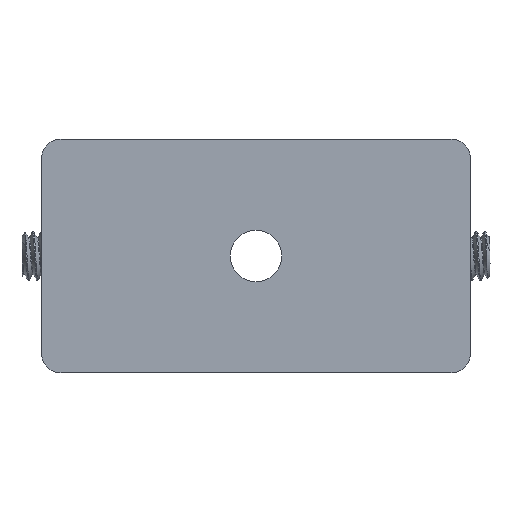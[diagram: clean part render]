
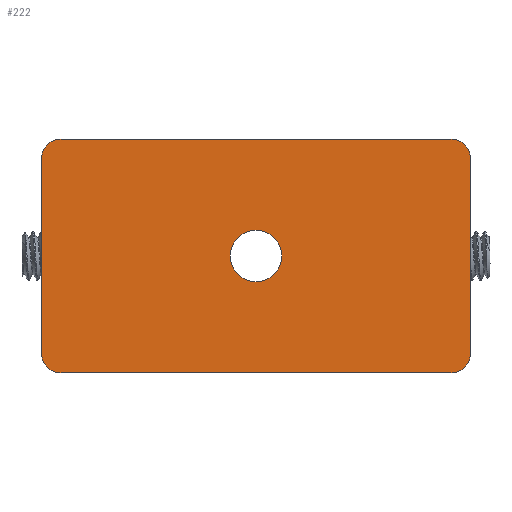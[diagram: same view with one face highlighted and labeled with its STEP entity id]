
A CAD part, front view. The second image highlights one B-rep face of the part: STEP entity #222.
In plain terms, the highlighted planar face has unit normal (0, -1, 0).
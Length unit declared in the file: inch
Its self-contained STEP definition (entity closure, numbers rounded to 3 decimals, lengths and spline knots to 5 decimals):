
#6 = LINE ( 'NONE', #3785, #433 ) ;
#19 = PLANE ( 'NONE',  #111 ) ;
#48 = CARTESIAN_POINT ( 'NONE',  ( -1.375, -0.375, 0.625 ) ) ;
#80 = DIRECTION ( 'NONE',  ( 0., -1., 0. ) ) ;
#111 = AXIS2_PLACEMENT_3D ( 'NONE', #284, #3395, #3989 ) ;
#154 = AXIS2_PLACEMENT_3D ( 'NONE', #3342, #3922, #3942 ) ;
#187 = DIRECTION ( 'NONE',  ( 0., 0., 1. ) ) ;
#204 = CARTESIAN_POINT ( 'NONE',  ( -1.25, -0.375, 0.625 ) ) ;
#222 = ADVANCED_FACE ( 'NONE', ( #2139, #3715 ), #19, .F. ) ;
#284 = CARTESIAN_POINT ( 'NONE',  ( 0., -0.375, 0. ) ) ;
#311 = ORIENTED_EDGE ( 'NONE', *, *, #2282, .T. ) ;
#312 = ORIENTED_EDGE ( 'NONE', *, *, #3447, .F. ) ;
#361 = CARTESIAN_POINT ( 'NONE',  ( 1.25, -0.375, -0.625 ) ) ;
#372 = VERTEX_POINT ( 'NONE', #2159 ) ;
#433 = VECTOR ( 'NONE', #1246, 39.37008 ) ;
#490 = DIRECTION ( 'NONE',  ( 1., 0., 0. ) ) ;
#664 = ORIENTED_EDGE ( 'NONE', *, *, #3875, .T. ) ;
#706 = VECTOR ( 'NONE', #490, 39.37008 ) ;
#814 = AXIS2_PLACEMENT_3D ( 'NONE', #1730, #1165, #2413 ) ;
#817 = VERTEX_POINT ( 'NONE', #3787 ) ;
#855 = EDGE_CURVE ( 'NONE', #1327, #3505, #1873, .T. ) ;
#881 = DIRECTION ( 'NONE',  ( 0., 0., 1. ) ) ;
#891 = DIRECTION ( 'NONE',  ( 0., 0., 1. ) ) ;
#923 = DIRECTION ( 'NONE',  ( 0., 1., 0. ) ) ;
#998 = CARTESIAN_POINT ( 'NONE',  ( 1.375, -0.375, 0.625 ) ) ;
#1006 = CARTESIAN_POINT ( 'NONE',  ( 1.25, -0.375, 0.625 ) ) ;
#1033 = CARTESIAN_POINT ( 'NONE',  ( 0., -0.375, 0.166 ) ) ;
#1136 = AXIS2_PLACEMENT_3D ( 'NONE', #361, #3522, #1691 ) ;
#1165 = DIRECTION ( 'NONE',  ( 0., -1., 0. ) ) ;
#1174 = VERTEX_POINT ( 'NONE', #2010 ) ;
#1204 = CIRCLE ( 'NONE', #1665, 0.166 ) ;
#1236 = VERTEX_POINT ( 'NONE', #48 ) ;
#1246 = DIRECTION ( 'NONE',  ( -1., 0., 0. ) ) ;
#1252 = CIRCLE ( 'NONE', #1136, 0.125 ) ;
#1256 = CARTESIAN_POINT ( 'NONE',  ( 0., -0.375, 0. ) ) ;
#1327 = VERTEX_POINT ( 'NONE', #998 ) ;
#1331 = DIRECTION ( 'NONE',  ( 0., 0., 1. ) ) ;
#1506 = CARTESIAN_POINT ( 'NONE',  ( -1.25, -0.375, 0.75 ) ) ;
#1518 = EDGE_CURVE ( 'NONE', #2594, #1236, #2697, .T. ) ;
#1557 = CARTESIAN_POINT ( 'NONE',  ( 1.375, -0.375, 0.75 ) ) ;
#1577 = VERTEX_POINT ( 'NONE', #1033 ) ;
#1610 = CIRCLE ( 'NONE', #3896, 0.125 ) ;
#1665 = AXIS2_PLACEMENT_3D ( 'NONE', #1256, #923, #881 ) ;
#1691 = DIRECTION ( 'NONE',  ( 0., 0., 1. ) ) ;
#1730 = CARTESIAN_POINT ( 'NONE',  ( -1.25, -0.375, -0.625 ) ) ;
#1785 = ORIENTED_EDGE ( 'NONE', *, *, #2550, .T. ) ;
#1838 = CARTESIAN_POINT ( 'NONE',  ( 1.25, -0.375, 0.75 ) ) ;
#1850 = EDGE_LOOP ( 'NONE', ( #312, #311, #2700, #3990, #3059, #664, #3668, #3763 ) ) ;
#1873 = LINE ( 'NONE', #1557, #3306 ) ;
#2010 = CARTESIAN_POINT ( 'NONE',  ( -1.25, -0.375, -0.75 ) ) ;
#2034 = VERTEX_POINT ( 'NONE', #1506 ) ;
#2099 = ORIENTED_EDGE ( 'NONE', *, *, #3012, .T. ) ;
#2139 = FACE_BOUND ( 'NONE', #3086, .T. ) ;
#2159 = CARTESIAN_POINT ( 'NONE',  ( 1.25, -0.375, -0.75 ) ) ;
#2199 = VECTOR ( 'NONE', #891, 39.37008 ) ;
#2282 = EDGE_CURVE ( 'NONE', #372, #3505, #1252, .T. ) ;
#2382 = EDGE_CURVE ( 'NONE', #1327, #3001, #2890, .T. ) ;
#2413 = DIRECTION ( 'NONE',  ( 0., 0., 1. ) ) ;
#2550 = EDGE_CURVE ( 'NONE', #817, #1577, #3412, .T. ) ;
#2565 = CIRCLE ( 'NONE', #814, 0.125 ) ;
#2594 = VERTEX_POINT ( 'NONE', #3301 ) ;
#2697 = LINE ( 'NONE', #3061, #2199 ) ;
#2700 = ORIENTED_EDGE ( 'NONE', *, *, #855, .F. ) ;
#2890 = CIRCLE ( 'NONE', #3733, 0.125 ) ;
#2903 = EDGE_CURVE ( 'NONE', #2594, #1174, #2565, .T. ) ;
#2998 = CARTESIAN_POINT ( 'NONE',  ( 1.375, -0.375, 0.75 ) ) ;
#3001 = VERTEX_POINT ( 'NONE', #1838 ) ;
#3012 = EDGE_CURVE ( 'NONE', #1577, #817, #1204, .T. ) ;
#3059 = ORIENTED_EDGE ( 'NONE', *, *, #3796, .F. ) ;
#3061 = CARTESIAN_POINT ( 'NONE',  ( -1.375, -0.375, 0.75 ) ) ;
#3086 = EDGE_LOOP ( 'NONE', ( #2099, #1785 ) ) ;
#3213 = DIRECTION ( 'NONE',  ( 0., 0., -1. ) ) ;
#3289 = LINE ( 'NONE', #2998, #706 ) ;
#3301 = CARTESIAN_POINT ( 'NONE',  ( -1.375, -0.375, -0.625 ) ) ;
#3306 = VECTOR ( 'NONE', #3213, 39.37008 ) ;
#3342 = CARTESIAN_POINT ( 'NONE',  ( 0., -0.375, 0. ) ) ;
#3353 = DIRECTION ( 'NONE',  ( 0., -1., 0. ) ) ;
#3395 = DIRECTION ( 'NONE',  ( 0., 1., 0. ) ) ;
#3412 = CIRCLE ( 'NONE', #154, 0.166 ) ;
#3447 = EDGE_CURVE ( 'NONE', #372, #1174, #6, .T. ) ;
#3505 = VERTEX_POINT ( 'NONE', #3509 ) ;
#3509 = CARTESIAN_POINT ( 'NONE',  ( 1.375, -0.375, -0.625 ) ) ;
#3522 = DIRECTION ( 'NONE',  ( 0., -1., 0. ) ) ;
#3668 = ORIENTED_EDGE ( 'NONE', *, *, #1518, .F. ) ;
#3715 = FACE_OUTER_BOUND ( 'NONE', #1850, .T. ) ;
#3733 = AXIS2_PLACEMENT_3D ( 'NONE', #1006, #80, #1331 ) ;
#3763 = ORIENTED_EDGE ( 'NONE', *, *, #2903, .T. ) ;
#3785 = CARTESIAN_POINT ( 'NONE',  ( 1.375, -0.375, -0.75 ) ) ;
#3787 = CARTESIAN_POINT ( 'NONE',  ( 0., -0.375, -0.166 ) ) ;
#3796 = EDGE_CURVE ( 'NONE', #2034, #3001, #3289, .T. ) ;
#3875 = EDGE_CURVE ( 'NONE', #2034, #1236, #1610, .T. ) ;
#3896 = AXIS2_PLACEMENT_3D ( 'NONE', #204, #3353, #187 ) ;
#3922 = DIRECTION ( 'NONE',  ( 0., 1., 0. ) ) ;
#3942 = DIRECTION ( 'NONE',  ( 0., 0., 1. ) ) ;
#3989 = DIRECTION ( 'NONE',  ( 0., 0., 1. ) ) ;
#3990 = ORIENTED_EDGE ( 'NONE', *, *, #2382, .T. ) ;
